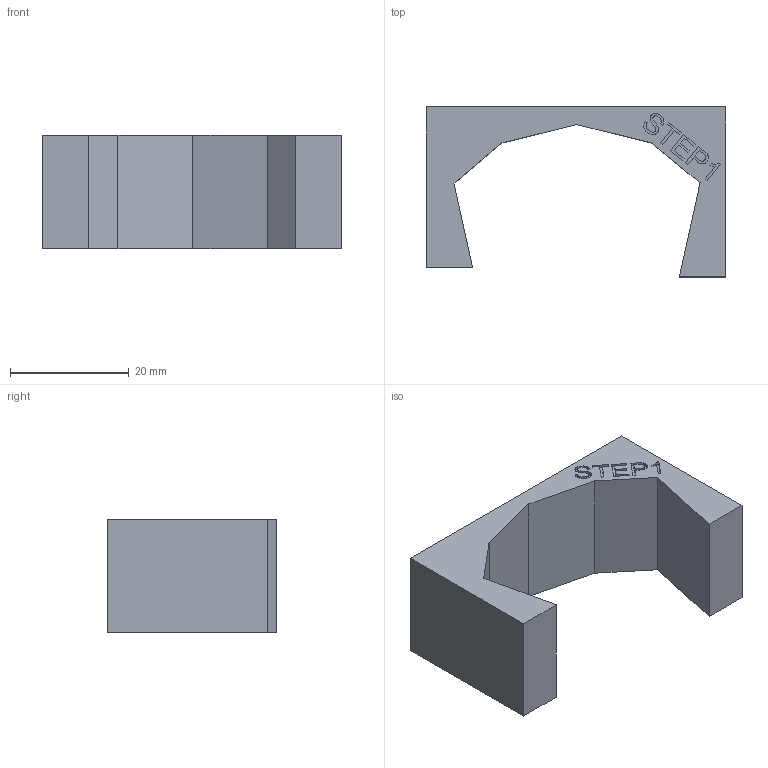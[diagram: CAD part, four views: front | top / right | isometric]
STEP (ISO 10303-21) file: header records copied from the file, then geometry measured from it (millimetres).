
FILE_DESCRIPTION(/* description */ ('','CAx-IF Rec.Pracs.---Representation and Presentation of Product Manufacturing Information (PMI)---4.0---2014-10-13'),/* implementation_level */ '2;1');
FILE_NAME(/* name */ 'Hub_Tool_Step1.step',/* time_stamp */ '2025-01-25T15:35:29-05:00',/* author */ (''),/* organization */ (''),/* preprocessor_version */ 'ST-DEVELOPER v20',/* originating_system */ 'Autodesk Translation Framework v13.20.0.188',/* authorisation */ '');
FILE_SCHEMA (('AP242_MANAGED_MODEL_BASED_3D_ENGINEERING_MIM_LF { 1 0 10303 442 1 1 4 }'));
Length unit declared in the file: millimetre
Products named in the file (1): Hub_Tool_Step1
Bounding box: 50.36 x 28.58 x 19 mm (x, y, z)
Volume: 10738 mm3; surface area: 4955.8 mm2
Topology: 1 solids, 1 shells, 102 faces, 282 edges, 188 vertices
Faces by surface type: plane 54, bspline 48
Entity records: 3699 total; most frequent: CARTESIAN_POINT 1389, ORIENTED_EDGE 564, DIRECTION 296, EDGE_CURVE 282, VERTEX_POINT 188, LINE 186, VECTOR 186, EDGE_LOOP 108
